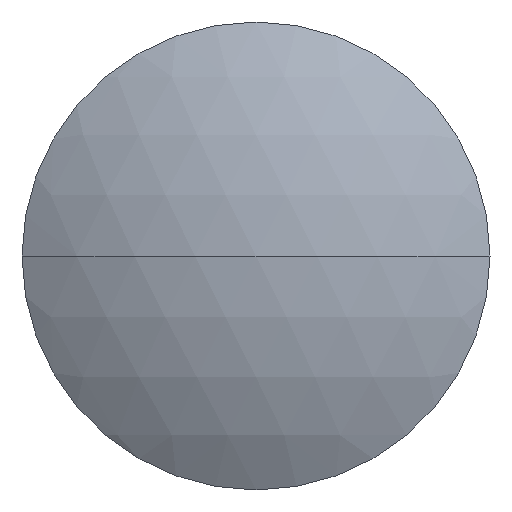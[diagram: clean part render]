
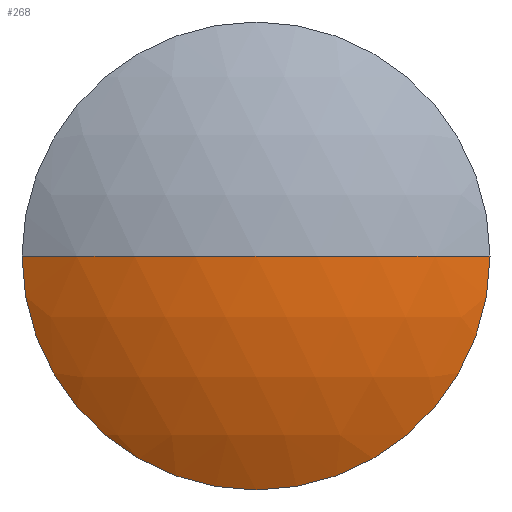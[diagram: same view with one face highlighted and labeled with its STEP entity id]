
A CAD part, left-side view. The second image highlights one B-rep face of the part: STEP entity #268.
In plain terms, the highlighted spherical face has radius 97.723 mm.
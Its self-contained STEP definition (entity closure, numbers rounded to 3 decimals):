
#3 = EDGE_CURVE ( 'NONE', #229, #267, #107, .T. ) ;
#22 = ORIENTED_EDGE ( 'NONE', *, *, #3, .T. ) ;
#30 = AXIS2_PLACEMENT_3D ( 'NONE', #134, #272, #319 ) ;
#35 = DIRECTION ( 'NONE',  ( 0., 0., 1. ) ) ;
#77 = CIRCLE ( 'NONE', #200, 50. ) ;
#89 = ORIENTED_EDGE ( 'NONE', *, *, #95, .F. ) ;
#95 = EDGE_CURVE ( 'NONE', #244, #267, #311, .T. ) ;
#107 = CIRCLE ( 'NONE', #280, 97.723 ) ;
#117 = CARTESIAN_POINT ( 'NONE',  ( 338.387, 141.402, 0. ) ) ;
#119 = DIRECTION ( 'NONE',  ( -1., 0., 0. ) ) ;
#121 = ORIENTED_EDGE ( 'NONE', *, *, #137, .T. ) ;
#134 = CARTESIAN_POINT ( 'NONE',  ( 422.35, 191.402, 0. ) ) ;
#136 = FACE_OUTER_BOUND ( 'NONE', #339, .T. ) ;
#137 = EDGE_CURVE ( 'NONE', #244, #304, #162, .T. ) ;
#139 = CARTESIAN_POINT ( 'NONE',  ( 338.387, 191.402, 0. ) ) ;
#148 = CARTESIAN_POINT ( 'NONE',  ( 324.627, 191.402, 0. ) ) ;
#159 = DIRECTION ( 'NONE',  ( 0., 0., -1. ) ) ;
#162 = CIRCLE ( 'NONE', #227, 50. ) ;
#175 = DIRECTION ( 'NONE',  ( -1., 0., 0. ) ) ;
#179 = CARTESIAN_POINT ( 'NONE',  ( 422.35, 191.402, 0. ) ) ;
#193 = CARTESIAN_POINT ( 'NONE',  ( 338.387, 241.402, 0. ) ) ;
#194 = SPHERICAL_SURFACE ( 'NONE', #197, 97.723 ) ;
#197 = AXIS2_PLACEMENT_3D ( 'NONE', #206, #159, #250 ) ;
#200 = AXIS2_PLACEMENT_3D ( 'NONE', #139, #119, #35 ) ;
#206 = CARTESIAN_POINT ( 'NONE',  ( 422.35, 191.402, 0. ) ) ;
#227 = AXIS2_PLACEMENT_3D ( 'NONE', #235, #175, #260 ) ;
#229 = VERTEX_POINT ( 'NONE', #117 ) ;
#235 = CARTESIAN_POINT ( 'NONE',  ( 338.387, 191.402, 0. ) ) ;
#244 = VERTEX_POINT ( 'NONE', #193 ) ;
#250 = DIRECTION ( 'NONE',  ( 0., 1., 0. ) ) ;
#252 = ORIENTED_EDGE ( 'NONE', *, *, #266, .T. ) ;
#260 = DIRECTION ( 'NONE',  ( 0., 0., 1. ) ) ;
#264 = DIRECTION ( 'NONE',  ( 0., 0., -1. ) ) ;
#266 = EDGE_CURVE ( 'NONE', #304, #229, #77, .T. ) ;
#267 = VERTEX_POINT ( 'NONE', #148 ) ;
#268 = ADVANCED_FACE ( 'NONE', ( #136 ), #194, .T. ) ;
#272 = DIRECTION ( 'NONE',  ( 0., 0., 1. ) ) ;
#280 = AXIS2_PLACEMENT_3D ( 'NONE', #179, #264, #290 ) ;
#290 = DIRECTION ( 'NONE',  ( 0., 1., 0. ) ) ;
#302 = CARTESIAN_POINT ( 'NONE',  ( 338.387, 191.402, -50. ) ) ;
#304 = VERTEX_POINT ( 'NONE', #302 ) ;
#311 = CIRCLE ( 'NONE', #30, 97.723 ) ;
#319 = DIRECTION ( 'NONE',  ( 1., 0., 0. ) ) ;
#339 = EDGE_LOOP ( 'NONE', ( #121, #252, #22, #89 ) ) ;
